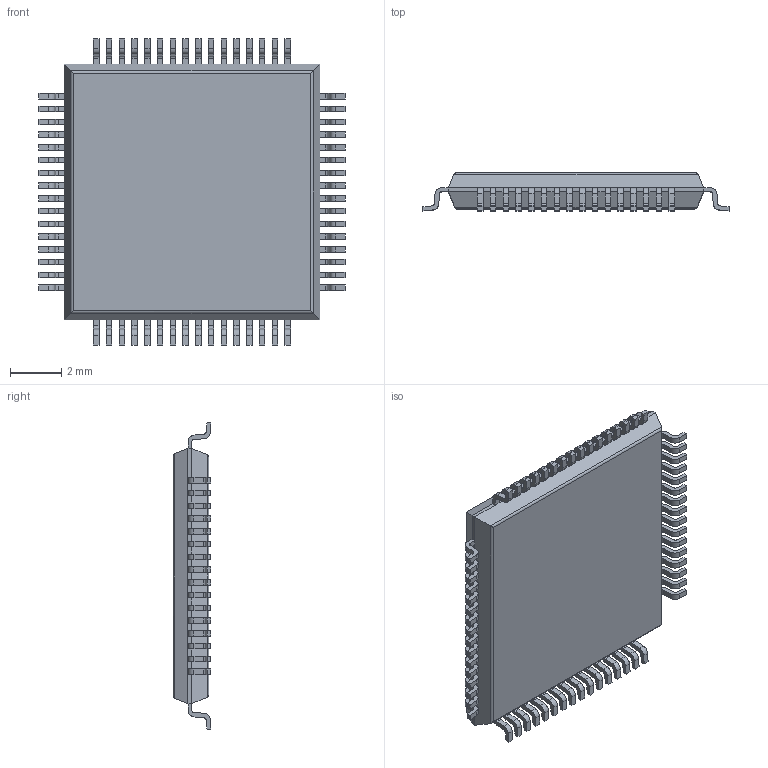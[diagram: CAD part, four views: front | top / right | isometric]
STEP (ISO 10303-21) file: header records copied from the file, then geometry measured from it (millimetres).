
FILE_DESCRIPTION(('STEP AP242'),'1');
FILE_NAME('stm32f405rgt6.stp','2020-11-14T12:02:24',('TraceParts'),('TraceParts S.A.'),'Spatial InterOp 3D',' ',' ');
FILE_SCHEMA(('AP242_MANAGED_MODEL_BASED_3D_ENGINEERING_MIM_LF {1 0 10303 442 1 1 4}'));
Length unit declared in the file: millimetre
Products named in the file (1): stm32f405rgt6
Bounding box: 12 x 1.48 x 12 mm (x, y, z)
Volume: 137.1 mm3; surface area: 312.7 mm2
Topology: 1 solids, 1 shells, 857 faces, 2418 edges, 1564 vertices
Faces by surface type: plane 591, cylinder 266
Entity records: 34316 total; most frequent: CARTESIAN_POINT 4840, ORIENTED_EDGE 4836, DIRECTION 4658, EDGE_CURVE 2418, LINE 1894, VECTOR 1894, VERTEX_POINT 1564, AXIS2_PLACEMENT_3D 1382
